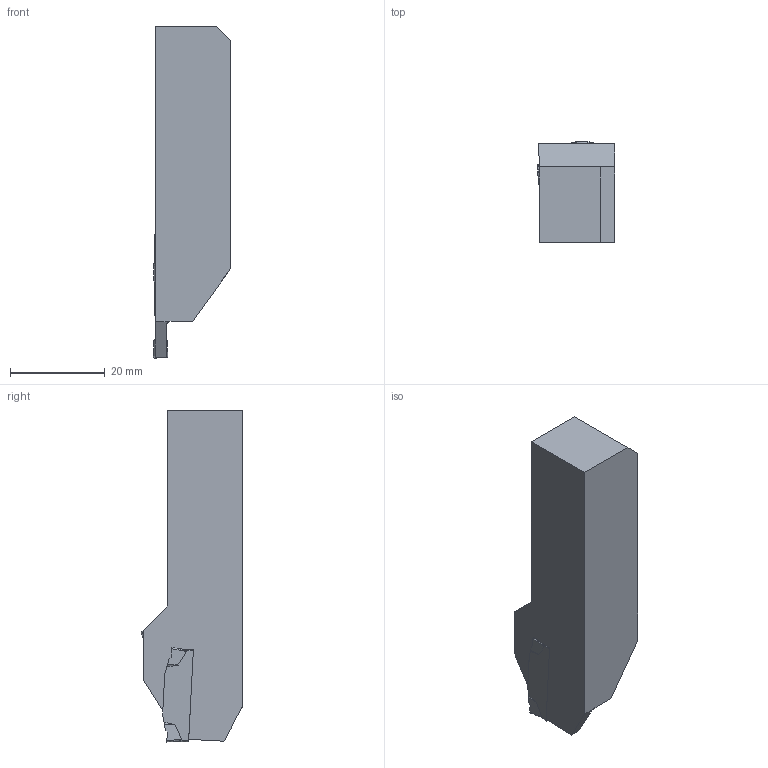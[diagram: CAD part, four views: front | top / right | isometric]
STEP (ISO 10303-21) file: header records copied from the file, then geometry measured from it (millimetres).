
FILE_DESCRIPTION(/* description */ (''),/* implementation_level */ '2;1');
FILE_NAME(/* name */ '1615636314379.stp',/* time_stamp */ '2021-03-13T17:22:18+06:00',/* author */ (''),/* organization */ ('SMS'),/* preprocessor_version */ 'ST-DEVELOPER v16.7',/* originating_system */ 'SIEMENS PLM Software NX 12.0',/* authorisation */ '');
FILE_SCHEMA (('AUTOMOTIVE_DESIGN { 1 0 10303 214 3 1 1 1 }'));
Length unit declared in the file: millimetre
Products named in the file (4): 201539465mod000_00; ASSEMBLY_CONSTRUCTION; 203381282mod000_00; 203381284mod000_00
Assembly tree (3 placements, depth 2):
  203381284mod000_00
    203381282mod000_00
    ASSEMBLY_CONSTRUCTION
    201539465mod000_00
Bounding box: 16.27 x 21.47 x 70 mm (x, y, z)
Volume: 14966.8 mm3; surface area: 4949.2 mm2
Topology: 2 solids, 2 shells, 95 faces, 263 edges, 180 vertices
Faces by surface type: plane 51, cylinder 28, cone 8, bspline 6, torus 2
Entity records: 3770 total; most frequent: CARTESIAN_POINT 1246, ORIENTED_EDGE 520, DIRECTION 465, EDGE_CURVE 260, VERTEX_POINT 171, AXIS2_PLACEMENT_3D 161, LINE 143, VECTOR 143
